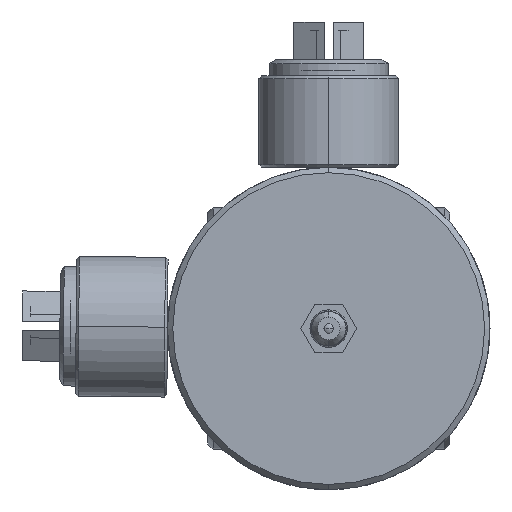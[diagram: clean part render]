
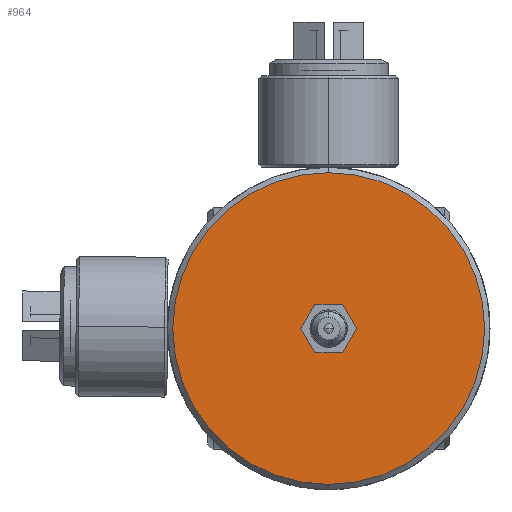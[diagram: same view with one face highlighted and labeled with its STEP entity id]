
A CAD part, left-side view. The second image highlights one B-rep face of the part: STEP entity #964.
In plain terms, the highlighted planar face has unit normal (-1, 0, 0).
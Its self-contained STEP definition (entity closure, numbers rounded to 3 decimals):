
#11 = CARTESIAN_POINT ( 'NONE',  ( -43., 0., 0. ) ) ;
#533 = EDGE_CURVE ( 'NONE', #4860, #671, #10793, .T. ) ;
#671 = VERTEX_POINT ( 'NONE', #6344 ) ;
#691 = DIRECTION ( 'NONE',  ( 1., 0., 0. ) ) ;
#697 = ORIENTED_EDGE ( 'NONE', *, *, #533, .T. ) ;
#813 = DIRECTION ( 'NONE',  ( 0., 0., 1. ) ) ;
#964 = ADVANCED_FACE ( 'NONE', ( #6797, #8538 ), #4225, .T. ) ;
#1310 = CIRCLE ( 'NONE', #9708, 3.458 ) ;
#1607 = DIRECTION ( 'NONE',  ( 0., 0., -1. ) ) ;
#1656 = DIRECTION ( 'NONE',  ( -1., 0., 0. ) ) ;
#1739 = CARTESIAN_POINT ( 'NONE',  ( -43., 0., 0. ) ) ;
#1869 = ORIENTED_EDGE ( 'NONE', *, *, #6771, .T. ) ;
#3215 = CARTESIAN_POINT ( 'NONE',  ( -43., 0., 0. ) ) ;
#3280 = CARTESIAN_POINT ( 'NONE',  ( -43., 0., 29. ) ) ;
#3995 = CIRCLE ( 'NONE', #8983, 29. ) ;
#4225 = PLANE ( 'NONE',  #7612 ) ;
#4400 = CIRCLE ( 'NONE', #10639, 3.458 ) ;
#4487 = CARTESIAN_POINT ( 'NONE',  ( -43., 0., -29. ) ) ;
#4629 = CARTESIAN_POINT ( 'NONE',  ( -43., 0., -3.458 ) ) ;
#4860 = VERTEX_POINT ( 'NONE', #4487 ) ;
#4960 = DIRECTION ( 'NONE',  ( -1., 0., 0. ) ) ;
#5391 = DIRECTION ( 'NONE',  ( 0., 0., -1. ) ) ;
#5672 = EDGE_LOOP ( 'NONE', ( #6784, #7884 ) ) ;
#5765 = DIRECTION ( 'NONE',  ( 1., 0., 0. ) ) ;
#6344 = CARTESIAN_POINT ( 'NONE',  ( -43., 0., 29. ) ) ;
#6747 = DIRECTION ( 'NONE',  ( -1., 0., 0. ) ) ;
#6771 = EDGE_CURVE ( 'NONE', #671, #4860, #3995, .T. ) ;
#6784 = ORIENTED_EDGE ( 'NONE', *, *, #8531, .T. ) ;
#6797 = FACE_BOUND ( 'NONE', #5672, .T. ) ;
#6842 = EDGE_CURVE ( 'NONE', #8720, #8013, #1310, .T. ) ;
#7447 = CARTESIAN_POINT ( 'NONE',  ( -43., 0., 3.458 ) ) ;
#7612 = AXIS2_PLACEMENT_3D ( 'NONE', #3280, #6747, #813 ) ;
#7884 = ORIENTED_EDGE ( 'NONE', *, *, #6842, .T. ) ;
#8013 = VERTEX_POINT ( 'NONE', #4629 ) ;
#8363 = CARTESIAN_POINT ( 'NONE',  ( -43., 0., 0. ) ) ;
#8413 = DIRECTION ( 'NONE',  ( 0., 0., 1. ) ) ;
#8515 = EDGE_LOOP ( 'NONE', ( #697, #1869 ) ) ;
#8531 = EDGE_CURVE ( 'NONE', #8013, #8720, #4400, .T. ) ;
#8538 = FACE_OUTER_BOUND ( 'NONE', #8515, .T. ) ;
#8660 = AXIS2_PLACEMENT_3D ( 'NONE', #1739, #4960, #10280 ) ;
#8720 = VERTEX_POINT ( 'NONE', #7447 ) ;
#8983 = AXIS2_PLACEMENT_3D ( 'NONE', #11, #1656, #8413 ) ;
#9708 = AXIS2_PLACEMENT_3D ( 'NONE', #8363, #691, #1607 ) ;
#10280 = DIRECTION ( 'NONE',  ( 0., 0., 1. ) ) ;
#10639 = AXIS2_PLACEMENT_3D ( 'NONE', #3215, #5765, #5391 ) ;
#10793 = CIRCLE ( 'NONE', #8660, 29. ) ;
